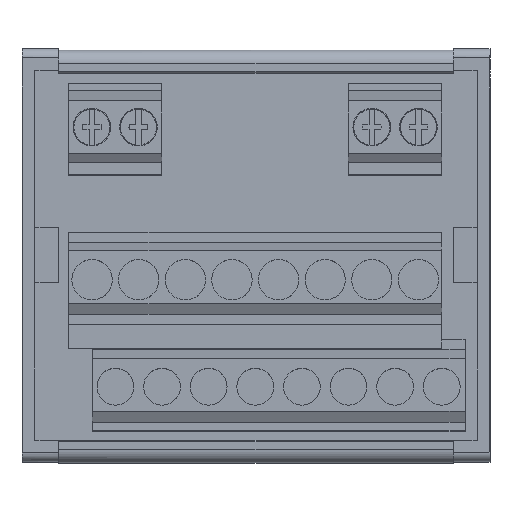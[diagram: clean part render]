
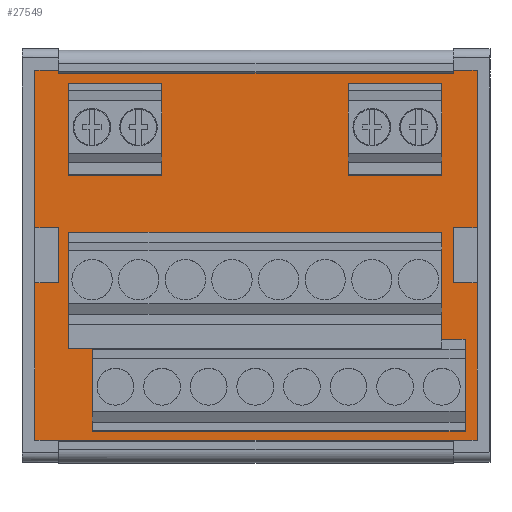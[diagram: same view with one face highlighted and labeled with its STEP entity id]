
A CAD part, top view. The second image highlights one B-rep face of the part: STEP entity #27549.
In plain terms, the highlighted planar face has unit normal (0, 0, 1).
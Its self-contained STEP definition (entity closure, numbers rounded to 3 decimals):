
#27507=AXIS2_PLACEMENT_3D('Plane Axis2P3D',#27504,#27505,#27506) ;
#13240=CARTESIAN_POINT('Vertex',(47.,1.35,21.4)) ;
#13313=CARTESIAN_POINT('Vertex',(4.,1.35,21.4)) ;
#25737=CARTESIAN_POINT('Line Origine',(25.5,43.35,21.4)) ;
#25741=CARTESIAN_POINT('Vertex',(1.4,43.35,21.4)) ;
#25743=CARTESIAN_POINT('Vertex',(49.6,43.35,21.4)) ;
#25782=CARTESIAN_POINT('Vertex',(49.6,1.35,21.4)) ;
#25785=CARTESIAN_POINT('Line Origine',(48.3,1.35,21.4)) ;
#25804=CARTESIAN_POINT('Line Origine',(25.5,1.35,21.4)) ;
#25822=CARTESIAN_POINT('Line Origine',(2.7,1.35,21.4)) ;
#25826=CARTESIAN_POINT('Vertex',(1.4,1.35,21.4)) ;
#25859=CARTESIAN_POINT('Vertex',(48.28,3.35,21.4)) ;
#25862=CARTESIAN_POINT('Line Origine',(48.28,8.35,21.4)) ;
#25866=CARTESIAN_POINT('Vertex',(48.28,13.35,21.4)) ;
#25891=CARTESIAN_POINT('Line Origine',(47.01,13.35,21.4)) ;
#25895=CARTESIAN_POINT('Vertex',(45.74,13.35,21.4)) ;
#25921=CARTESIAN_POINT('Line Origine',(45.74,19.15,21.4)) ;
#25925=CARTESIAN_POINT('Vertex',(45.74,24.95,21.4)) ;
#25954=CARTESIAN_POINT('Line Origine',(25.42,24.95,21.4)) ;
#25958=CARTESIAN_POINT('Vertex',(5.1,24.95,21.4)) ;
#25979=CARTESIAN_POINT('Line Origine',(5.1,18.65,21.4)) ;
#25983=CARTESIAN_POINT('Vertex',(5.1,12.35,21.4)) ;
#26010=CARTESIAN_POINT('Line Origine',(6.37,12.35,21.4)) ;
#26014=CARTESIAN_POINT('Vertex',(7.64,12.35,21.4)) ;
#26037=CARTESIAN_POINT('Line Origine',(7.64,7.85,21.4)) ;
#26041=CARTESIAN_POINT('Vertex',(7.64,3.35,21.4)) ;
#26066=CARTESIAN_POINT('Line Origine',(27.96,3.35,21.4)) ;
#26136=CARTESIAN_POINT('Vertex',(15.23,41.24,21.4)) ;
#26139=CARTESIAN_POINT('Line Origine',(10.15,41.24,21.4)) ;
#26143=CARTESIAN_POINT('Vertex',(5.07,41.24,21.4)) ;
#26176=CARTESIAN_POINT('Line Origine',(5.07,36.24,21.4)) ;
#26180=CARTESIAN_POINT('Vertex',(5.07,31.24,21.4)) ;
#26205=CARTESIAN_POINT('Line Origine',(10.15,31.24,21.4)) ;
#26209=CARTESIAN_POINT('Vertex',(15.23,31.24,21.4)) ;
#26230=CARTESIAN_POINT('Line Origine',(15.23,36.24,21.4)) ;
#26256=CARTESIAN_POINT('Vertex',(45.74,41.24,21.4)) ;
#26259=CARTESIAN_POINT('Line Origine',(40.66,41.24,21.4)) ;
#26263=CARTESIAN_POINT('Vertex',(35.58,41.24,21.4)) ;
#26296=CARTESIAN_POINT('Line Origine',(35.58,36.24,21.4)) ;
#26300=CARTESIAN_POINT('Vertex',(35.58,31.24,21.4)) ;
#26325=CARTESIAN_POINT('Line Origine',(40.66,31.24,21.4)) ;
#26329=CARTESIAN_POINT('Vertex',(45.74,31.24,21.4)) ;
#26350=CARTESIAN_POINT('Line Origine',(45.74,36.24,21.4)) ;
#27504=CARTESIAN_POINT('Axis2P3D Location',(1.3,1.35,21.4)) ;
#27509=CARTESIAN_POINT('Line Origine',(49.6,22.35,21.4)) ;
#27514=CARTESIAN_POINT('Line Origine',(1.4,22.35,21.4)) ;
#25738=DIRECTION('Vector Direction',(1.,0.,0.)) ;
#25786=DIRECTION('Vector Direction',(-1.,0.,0.)) ;
#25805=DIRECTION('Vector Direction',(-1.,0.,0.)) ;
#25823=DIRECTION('Vector Direction',(-1.,0.,0.)) ;
#25863=DIRECTION('Vector Direction',(0.,1.,0.)) ;
#25892=DIRECTION('Vector Direction',(-1.,0.,0.)) ;
#25922=DIRECTION('Vector Direction',(0.,1.,0.)) ;
#25955=DIRECTION('Vector Direction',(-1.,0.,0.)) ;
#25980=DIRECTION('Vector Direction',(0.,-1.,0.)) ;
#26011=DIRECTION('Vector Direction',(1.,0.,0.)) ;
#26038=DIRECTION('Vector Direction',(0.,-1.,0.)) ;
#26067=DIRECTION('Vector Direction',(1.,0.,0.)) ;
#26140=DIRECTION('Vector Direction',(-1.,0.,0.)) ;
#26177=DIRECTION('Vector Direction',(0.,-1.,0.)) ;
#26206=DIRECTION('Vector Direction',(1.,0.,0.)) ;
#26231=DIRECTION('Vector Direction',(0.,1.,0.)) ;
#26260=DIRECTION('Vector Direction',(-1.,0.,0.)) ;
#26297=DIRECTION('Vector Direction',(0.,-1.,0.)) ;
#26326=DIRECTION('Vector Direction',(1.,0.,0.)) ;
#26351=DIRECTION('Vector Direction',(0.,1.,0.)) ;
#27505=DIRECTION('Axis2P3D Direction',(0.,0.,-1.)) ;
#27506=DIRECTION('Axis2P3D XDirection',(-1.,0.,0.)) ;
#27510=DIRECTION('Vector Direction',(0.,1.,0.)) ;
#27515=DIRECTION('Vector Direction',(0.,1.,0.)) ;
#25739=VECTOR('Line Direction',#25738,1.) ;
#25787=VECTOR('Line Direction',#25786,1.) ;
#25806=VECTOR('Line Direction',#25805,1.) ;
#25824=VECTOR('Line Direction',#25823,1.) ;
#25864=VECTOR('Line Direction',#25863,1.) ;
#25893=VECTOR('Line Direction',#25892,1.) ;
#25923=VECTOR('Line Direction',#25922,1.) ;
#25956=VECTOR('Line Direction',#25955,1.) ;
#25981=VECTOR('Line Direction',#25980,1.) ;
#26012=VECTOR('Line Direction',#26011,1.) ;
#26039=VECTOR('Line Direction',#26038,1.) ;
#26068=VECTOR('Line Direction',#26067,1.) ;
#26141=VECTOR('Line Direction',#26140,1.) ;
#26178=VECTOR('Line Direction',#26177,1.) ;
#26207=VECTOR('Line Direction',#26206,1.) ;
#26232=VECTOR('Line Direction',#26231,1.) ;
#26261=VECTOR('Line Direction',#26260,1.) ;
#26298=VECTOR('Line Direction',#26297,1.) ;
#26327=VECTOR('Line Direction',#26326,1.) ;
#26352=VECTOR('Line Direction',#26351,1.) ;
#27511=VECTOR('Line Direction',#27510,1.) ;
#27516=VECTOR('Line Direction',#27515,1.) ;
#27520=ORIENTED_EDGE('',*,*,#25828,.F.) ;
#27521=ORIENTED_EDGE('',*,*,#25808,.F.) ;
#27522=ORIENTED_EDGE('',*,*,#25789,.F.) ;
#27523=ORIENTED_EDGE('',*,*,#27513,.T.) ;
#27524=ORIENTED_EDGE('',*,*,#25745,.F.) ;
#27525=ORIENTED_EDGE('',*,*,#27518,.F.) ;
#27528=ORIENTED_EDGE('',*,*,#26331,.F.) ;
#27529=ORIENTED_EDGE('',*,*,#26302,.F.) ;
#27530=ORIENTED_EDGE('',*,*,#26265,.F.) ;
#27531=ORIENTED_EDGE('',*,*,#26354,.F.) ;
#27534=ORIENTED_EDGE('',*,*,#26211,.F.) ;
#27535=ORIENTED_EDGE('',*,*,#26182,.F.) ;
#27536=ORIENTED_EDGE('',*,*,#26145,.F.) ;
#27537=ORIENTED_EDGE('',*,*,#26234,.F.) ;
#27540=ORIENTED_EDGE('',*,*,#26043,.F.) ;
#27541=ORIENTED_EDGE('',*,*,#26016,.F.) ;
#27542=ORIENTED_EDGE('',*,*,#25985,.F.) ;
#27543=ORIENTED_EDGE('',*,*,#25960,.F.) ;
#27544=ORIENTED_EDGE('',*,*,#25927,.F.) ;
#27545=ORIENTED_EDGE('',*,*,#25897,.F.) ;
#27546=ORIENTED_EDGE('',*,*,#25868,.F.) ;
#27547=ORIENTED_EDGE('',*,*,#26070,.F.) ;
#27532=FACE_BOUND('',#27527,.T.) ;
#27538=FACE_BOUND('',#27533,.T.) ;
#27548=FACE_BOUND('',#27539,.T.) ;
#27549=ADVANCED_FACE('NONE',(#27526,#27532,#27538,#27548),#27508,.F.) ;
#25745=EDGE_CURVE('',#25742,#25744,#25740,.T.) ;
#25789=EDGE_CURVE('',#25783,#13241,#25788,.T.) ;
#25808=EDGE_CURVE('',#13241,#13314,#25807,.T.) ;
#25828=EDGE_CURVE('',#13314,#25827,#25825,.T.) ;
#25868=EDGE_CURVE('',#25860,#25867,#25865,.T.) ;
#25897=EDGE_CURVE('',#25867,#25896,#25894,.T.) ;
#25927=EDGE_CURVE('',#25896,#25926,#25924,.T.) ;
#25960=EDGE_CURVE('',#25926,#25959,#25957,.T.) ;
#25985=EDGE_CURVE('',#25959,#25984,#25982,.T.) ;
#26016=EDGE_CURVE('',#25984,#26015,#26013,.T.) ;
#26043=EDGE_CURVE('',#26015,#26042,#26040,.T.) ;
#26070=EDGE_CURVE('',#26042,#25860,#26069,.T.) ;
#26145=EDGE_CURVE('',#26137,#26144,#26142,.T.) ;
#26182=EDGE_CURVE('',#26144,#26181,#26179,.T.) ;
#26211=EDGE_CURVE('',#26181,#26210,#26208,.T.) ;
#26234=EDGE_CURVE('',#26210,#26137,#26233,.T.) ;
#26265=EDGE_CURVE('',#26257,#26264,#26262,.T.) ;
#26302=EDGE_CURVE('',#26264,#26301,#26299,.T.) ;
#26331=EDGE_CURVE('',#26301,#26330,#26328,.T.) ;
#26354=EDGE_CURVE('',#26330,#26257,#26353,.T.) ;
#27513=EDGE_CURVE('',#25783,#25744,#27512,.T.) ;
#27518=EDGE_CURVE('',#25827,#25742,#27517,.T.) ;
#27519=EDGE_LOOP('',(#27520,#27521,#27522,#27523,#27524,#27525)) ;
#27527=EDGE_LOOP('',(#27528,#27529,#27530,#27531)) ;
#27533=EDGE_LOOP('',(#27534,#27535,#27536,#27537)) ;
#27539=EDGE_LOOP('',(#27540,#27541,#27542,#27543,#27544,#27545,#27546,#27547)) ;
#27526=FACE_OUTER_BOUND('',#27519,.T.) ;
#25740=LINE('Line',#25737,#25739) ;
#25788=LINE('Line',#25785,#25787) ;
#25807=LINE('Line',#25804,#25806) ;
#25825=LINE('Line',#25822,#25824) ;
#25865=LINE('Line',#25862,#25864) ;
#25894=LINE('Line',#25891,#25893) ;
#25924=LINE('Line',#25921,#25923) ;
#25957=LINE('Line',#25954,#25956) ;
#25982=LINE('Line',#25979,#25981) ;
#26013=LINE('Line',#26010,#26012) ;
#26040=LINE('Line',#26037,#26039) ;
#26069=LINE('Line',#26066,#26068) ;
#26142=LINE('Line',#26139,#26141) ;
#26179=LINE('Line',#26176,#26178) ;
#26208=LINE('Line',#26205,#26207) ;
#26233=LINE('Line',#26230,#26232) ;
#26262=LINE('Line',#26259,#26261) ;
#26299=LINE('Line',#26296,#26298) ;
#26328=LINE('Line',#26325,#26327) ;
#26353=LINE('Line',#26350,#26352) ;
#27512=LINE('Line',#27509,#27511) ;
#27517=LINE('Line',#27514,#27516) ;
#27508=PLANE('',#27507) ;
#13241=VERTEX_POINT('',#13240) ;
#13314=VERTEX_POINT('',#13313) ;
#25742=VERTEX_POINT('',#25741) ;
#25744=VERTEX_POINT('',#25743) ;
#25783=VERTEX_POINT('',#25782) ;
#25827=VERTEX_POINT('',#25826) ;
#25860=VERTEX_POINT('',#25859) ;
#25867=VERTEX_POINT('',#25866) ;
#25896=VERTEX_POINT('',#25895) ;
#25926=VERTEX_POINT('',#25925) ;
#25959=VERTEX_POINT('',#25958) ;
#25984=VERTEX_POINT('',#25983) ;
#26015=VERTEX_POINT('',#26014) ;
#26042=VERTEX_POINT('',#26041) ;
#26137=VERTEX_POINT('',#26136) ;
#26144=VERTEX_POINT('',#26143) ;
#26181=VERTEX_POINT('',#26180) ;
#26210=VERTEX_POINT('',#26209) ;
#26257=VERTEX_POINT('',#26256) ;
#26264=VERTEX_POINT('',#26263) ;
#26301=VERTEX_POINT('',#26300) ;
#26330=VERTEX_POINT('',#26329) ;
